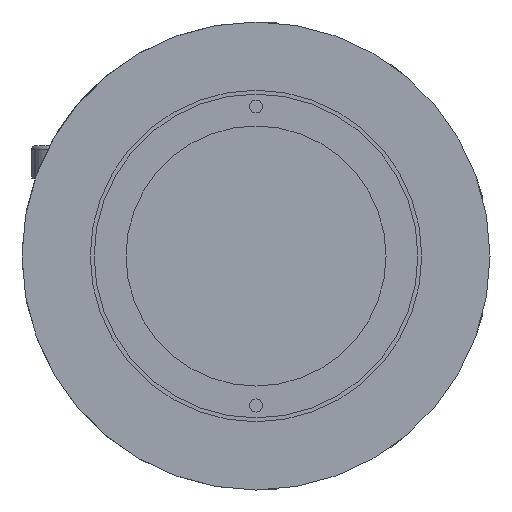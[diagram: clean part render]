
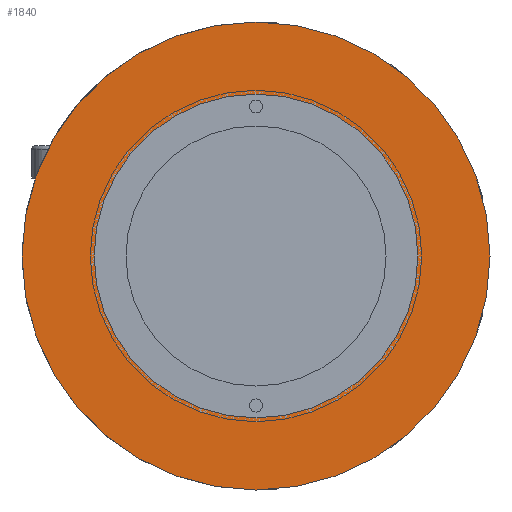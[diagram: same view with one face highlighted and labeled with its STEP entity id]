
A CAD part, left-side view. The second image highlights one B-rep face of the part: STEP entity #1840.
In plain terms, the highlighted planar face has unit normal (-1, 0, 0).
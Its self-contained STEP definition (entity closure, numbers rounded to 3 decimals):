
#3 = ORIENTED_EDGE ( 'NONE', *, *, #1618, .T. ) ;
#38 = EDGE_LOOP ( 'NONE', ( #758, #3 ) ) ;
#302 = CIRCLE ( 'NONE', #1438, 12.45 ) ;
#333 = DIRECTION ( 'NONE',  ( -1., 0., 0. ) ) ;
#535 = VERTEX_POINT ( 'NONE', #2067 ) ;
#542 = VERTEX_POINT ( 'NONE', #2587 ) ;
#563 = ORIENTED_EDGE ( 'NONE', *, *, #1461, .F. ) ;
#645 = AXIS2_PLACEMENT_3D ( 'NONE', #979, #2566, #1202 ) ;
#747 = FACE_OUTER_BOUND ( 'NONE', #38, .T. ) ;
#753 = ORIENTED_EDGE ( 'NONE', *, *, #1980, .F. ) ;
#758 = ORIENTED_EDGE ( 'NONE', *, *, #1239, .T. ) ;
#900 = DIRECTION ( 'NONE',  ( -1., 0., 0. ) ) ;
#979 = CARTESIAN_POINT ( 'NONE',  ( 0., 0., 0. ) ) ;
#1164 = CIRCLE ( 'NONE', #1236, 18. ) ;
#1192 = AXIS2_PLACEMENT_3D ( 'NONE', #1653, #2803, #1433 ) ;
#1202 = DIRECTION ( 'NONE',  ( 0., 0., 1. ) ) ;
#1236 = AXIS2_PLACEMENT_3D ( 'NONE', #2656, #1291, #2902 ) ;
#1239 = EDGE_CURVE ( 'NONE', #535, #542, #2623, .T. ) ;
#1291 = DIRECTION ( 'NONE',  ( -1., 0., 0. ) ) ;
#1367 = EDGE_LOOP ( 'NONE', ( #753, #563 ) ) ;
#1426 = PLANE ( 'NONE',  #1192 ) ;
#1433 = DIRECTION ( 'NONE',  ( 0., 0., -1. ) ) ;
#1438 = AXIS2_PLACEMENT_3D ( 'NONE', #2256, #900, #2486 ) ;
#1461 = EDGE_CURVE ( 'NONE', #2602, #2109, #302, .T. ) ;
#1474 = CARTESIAN_POINT ( 'NONE',  ( 0., 0., 12.45 ) ) ;
#1618 = EDGE_CURVE ( 'NONE', #542, #535, #1164, .T. ) ;
#1653 = CARTESIAN_POINT ( 'NONE',  ( 0., 18., 0. ) ) ;
#1724 = CARTESIAN_POINT ( 'NONE',  ( 0., 0., 0. ) ) ;
#1840 = ADVANCED_FACE ( 'NONE', ( #2562, #747 ), #1426, .F. ) ;
#1946 = DIRECTION ( 'NONE',  ( 0., 0., 1. ) ) ;
#1980 = EDGE_CURVE ( 'NONE', #2109, #2602, #2120, .T. ) ;
#2067 = CARTESIAN_POINT ( 'NONE',  ( 0., 0., 18. ) ) ;
#2109 = VERTEX_POINT ( 'NONE', #1474 ) ;
#2120 = CIRCLE ( 'NONE', #645, 12.45 ) ;
#2256 = CARTESIAN_POINT ( 'NONE',  ( 0., 0., 0. ) ) ;
#2486 = DIRECTION ( 'NONE',  ( 0., 0., 1. ) ) ;
#2562 = FACE_BOUND ( 'NONE', #1367, .T. ) ;
#2566 = DIRECTION ( 'NONE',  ( -1., 0., 0. ) ) ;
#2587 = CARTESIAN_POINT ( 'NONE',  ( 0., 0., -18. ) ) ;
#2602 = VERTEX_POINT ( 'NONE', #2633 ) ;
#2623 = CIRCLE ( 'NONE', #2786, 18. ) ;
#2633 = CARTESIAN_POINT ( 'NONE',  ( 0., 0., -12.45 ) ) ;
#2656 = CARTESIAN_POINT ( 'NONE',  ( 0., 0., 0. ) ) ;
#2786 = AXIS2_PLACEMENT_3D ( 'NONE', #1724, #333, #1946 ) ;
#2803 = DIRECTION ( 'NONE',  ( 1., 0., 0. ) ) ;
#2902 = DIRECTION ( 'NONE',  ( 0., 0., 1. ) ) ;
